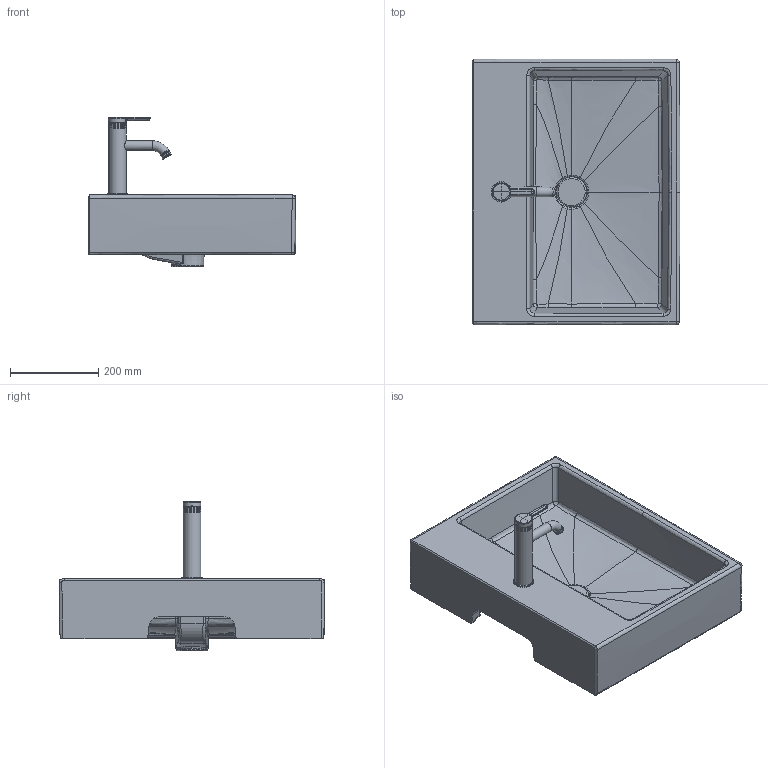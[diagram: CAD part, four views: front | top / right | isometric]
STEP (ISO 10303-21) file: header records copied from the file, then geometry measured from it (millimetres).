
FILE_DESCRIPTION((''),'2;1');
FILE_NAME('235060.stp','2017-07-04T20:44:00',('Administrator'),(''),'Autodesk Inventor 2011','Autodesk Inventor 2011','');
FILE_SCHEMA(('CONFIG_CONTROL_DESIGN'));
Length unit declared in the file: millimetre
Products named in the file (10): 235060; Kelch_Stopfen VERO AIR Bgr; Armatur C1 WT; 509115_ASM; 615832; 615833; 636748; 615729; 615737
Assembly tree (9 placements, depth 4):
  235060
    235060
    Kelch_Stopfen VERO AIR Bgr
    Armatur C1 WT
      509115_ASM
        615832
        615833
      636748
      615729
      615737
Bounding box: 470.14 x 600.19 x 337.45 mm (x, y, z)
Volume: 13336792.3 mm3; surface area: 1162517.9 mm2
Topology: 8 solids, 11 shells, 519 faces, 1196 edges, 701 vertices
Faces by surface type: bspline 238, cylinder 103, plane 96, sphere 34, torus 30, cone 18
Full cylindrical faces by diameter (mm): 6 x1, 12 x2, 15 x2, 16 x1, 16.5 x2, 17.3 x1, 17.55 x1, 18.5 x2, 18.75 x1, 22 x2, 25 x1, 27.189 x1, 30.452 x1, 34 x1, 34.5 x1, 35 x1, 35.4 x1, 35.5 x1, 36.324 x1, 36.9 x4, 37.3 x1, 37.6 x1, 40 x2, 42.5 x1, 42.668 x1, 45.096 x1, 46 x1, 46.21 x1, 67.165 x1
Entity records: 46335 total; most frequent: CARTESIAN_POINT 35509, ORIENTED_EDGE 2178, DIRECTION 1781, EDGE_CURVE 1089, AXIS2_PLACEMENT_3D 794, VERTEX_POINT 671, EDGE_LOOP 618, FACE_OUTER_BOUND 519
